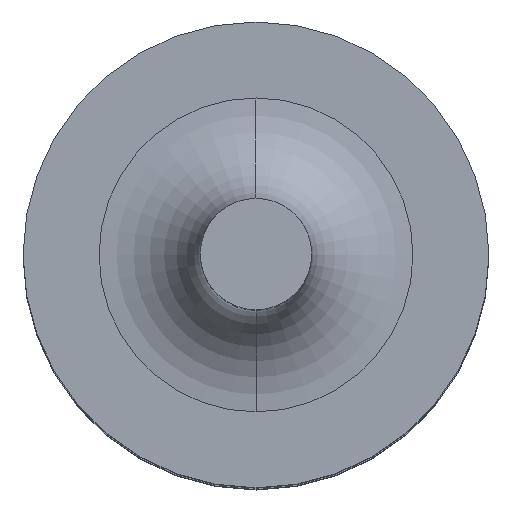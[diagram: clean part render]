
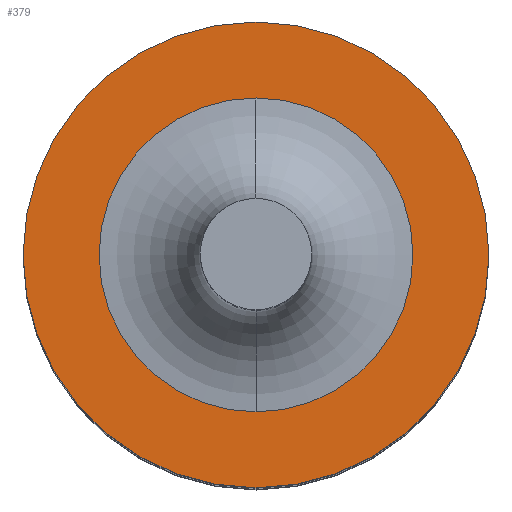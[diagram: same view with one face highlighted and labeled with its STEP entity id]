
A CAD part, top view. The second image highlights one B-rep face of the part: STEP entity #379.
In plain terms, the highlighted planar face has unit normal (0, 0, 1).
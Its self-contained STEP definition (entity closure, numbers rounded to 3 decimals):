
#134=CARTESIAN_POINT('',(0.,0.,3.1));
#135=DIRECTION('',(0.,0.,1.));
#136=DIRECTION('',(0.,1.,0.));
#137=AXIS2_PLACEMENT_3D('',#134,#135,#136);
#139=CARTESIAN_POINT('',(0.,0.,3.1));
#140=DIRECTION('',(0.,0.,-1.));
#141=DIRECTION('',(0.,1.,0.));
#142=AXIS2_PLACEMENT_3D('',#139,#140,#141);
#144=CARTESIAN_POINT('',(0.,0.,3.1));
#145=DIRECTION('',(0.,0.,-1.));
#146=DIRECTION('',(0.,-1.,0.));
#147=AXIS2_PLACEMENT_3D('',#144,#145,#146);
#149=CARTESIAN_POINT('',(0.,0.,3.1));
#150=DIRECTION('',(0.,0.,-1.));
#151=DIRECTION('',(0.,1.,0.));
#152=AXIS2_PLACEMENT_3D('',#149,#150,#151);
#314=CARTESIAN_POINT('',(0.,1.15,3.1));
#315=CARTESIAN_POINT('',(0.,-1.15,3.1));
#316=VERTEX_POINT('',#314);
#317=VERTEX_POINT('',#315);
#350=CARTESIAN_POINT('',(0.,-0.775,3.1));
#351=CARTESIAN_POINT('',(0.,0.775,3.1));
#352=VERTEX_POINT('',#350);
#353=VERTEX_POINT('',#351);
#362=CARTESIAN_POINT('',(0.,0.,3.1));
#363=DIRECTION('',(0.,0.,-1.));
#364=DIRECTION('',(0.,-1.,0.));
#365=AXIS2_PLACEMENT_3D('',#362,#363,#364);
#366=PLANE('',#365);
#368=ORIENTED_EDGE('',*,*,#367,.F.);
#370=ORIENTED_EDGE('',*,*,#369,.T.);
#371=EDGE_LOOP('',(#368,#370));
#372=FACE_OUTER_BOUND('',#371,.F.);
#374=ORIENTED_EDGE('',*,*,#373,.F.);
#376=ORIENTED_EDGE('',*,*,#375,.F.);
#377=EDGE_LOOP('',(#374,#376));
#378=FACE_BOUND('',#377,.F.);
#138=CIRCLE('',#137,1.15);
#143=CIRCLE('',#142,1.15);
#148=CIRCLE('',#147,0.775);
#153=CIRCLE('',#152,0.775);
#367=EDGE_CURVE('',#316,#317,#138,.T.);
#369=EDGE_CURVE('',#316,#317,#143,.T.);
#373=EDGE_CURVE('',#352,#353,#148,.T.);
#375=EDGE_CURVE('',#353,#352,#153,.T.);
#379=ADVANCED_FACE('',(#372,#378),#366,.F.);
